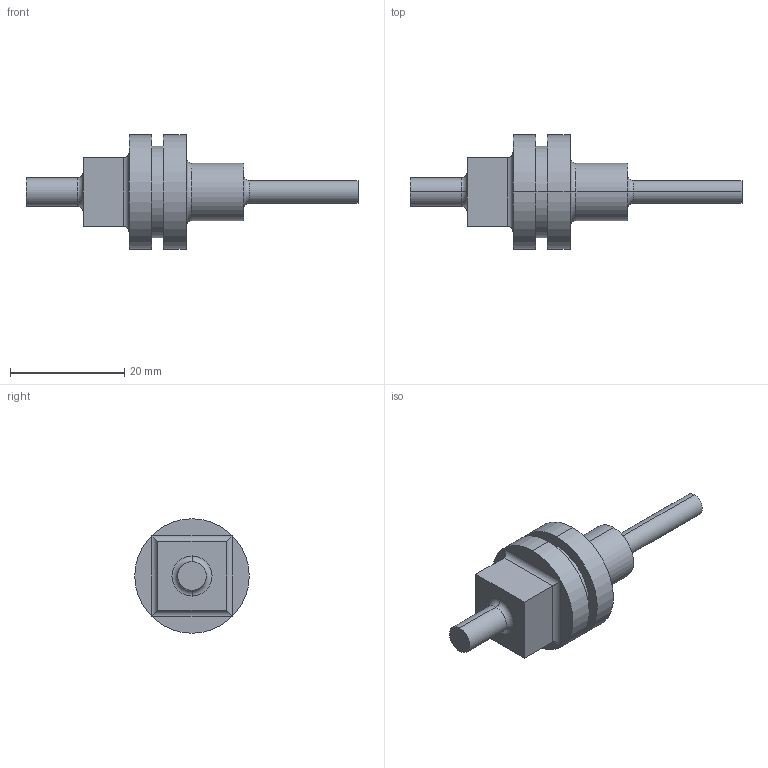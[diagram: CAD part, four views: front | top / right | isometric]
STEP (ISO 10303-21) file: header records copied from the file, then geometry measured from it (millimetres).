
FILE_DESCRIPTION (( 'STEP AP214' ), '1' );
FILE_NAME ('15 ( les fonctions accumulees 2 ).STEP', '2025-09-16T14:19:19', ( '' ), ( '' ), 'SwSTEP 2.0', 'SolidWorks 2024', '' );
FILE_SCHEMA (( 'AUTOMOTIVE_DESIGN' ));
Length unit declared in the file: millimetre
Products named in the file (1): 15 ( les fonctions accumulees 2 )
Bounding box: 58 x 20 x 20 mm (x, y, z)
Volume: 5289.5 mm3; surface area: 2567.1 mm2
Topology: 1 solids, 1 shells, 37 faces, 74 edges, 46 vertices
Faces by surface type: cylinder 18, plane 13, torus 6
Entity records: 991 total; most frequent: DIRECTION 186, CARTESIAN_POINT 170, ORIENTED_EDGE 148, AXIS2_PLACEMENT_3D 78, EDGE_CURVE 74, VERTEX_POINT 46, EDGE_LOOP 44, CIRCLE 40
